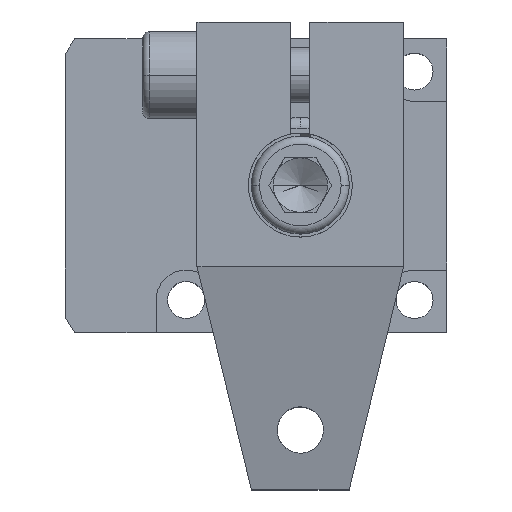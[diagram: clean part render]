
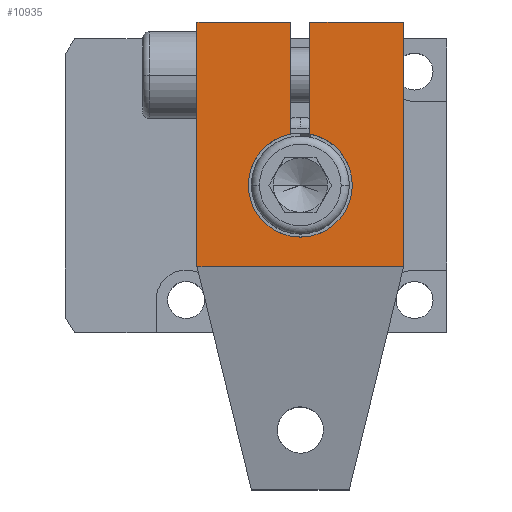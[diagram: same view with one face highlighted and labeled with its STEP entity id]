
A CAD part, top view. The second image highlights one B-rep face of the part: STEP entity #10935.
In plain terms, the highlighted planar face has unit normal (0, 0, 1).
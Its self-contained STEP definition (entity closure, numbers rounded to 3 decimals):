
#199 = AXIS2_PLACEMENT_3D ( 'NONE', #9713, #9715, #9717 ) ;
#208 = AXIS2_PLACEMENT_3D ( 'NONE', #9906, #9908, #9909 ) ;
#3534 = FACE_OUTER_BOUND ( 'NONE', #7591, .T. ) ;
#3933 = LINE ( 'NONE', #9695, #3944 ) ;
#3942 = LINE ( 'NONE', #9711, #3949 ) ;
#3943 = LINE ( 'NONE', #9703, #3946 ) ;
#3944 = VECTOR ( 'NONE', #9682, 1000. ) ;
#3945 = CIRCLE ( 'NONE', #199, 6.75 ) ;
#3946 = VECTOR ( 'NONE', #9705, 1000. ) ;
#3949 = VECTOR ( 'NONE', #9693, 1000. ) ;
#3950 = LINE ( 'NONE', #9710, #3955 ) ;
#3955 = VECTOR ( 'NONE', #9728, 1000. ) ;
#3963 = LINE ( 'NONE', #9756, #3966 ) ;
#3966 = VECTOR ( 'NONE', #9758, 1000. ) ;
#3974 = LINE ( 'NONE', #9771, #3983 ) ;
#3976 = LINE ( 'NONE', #9788, #3979 ) ;
#3979 = VECTOR ( 'NONE', #9790, 1000. ) ;
#3983 = VECTOR ( 'NONE', #9797, 1000. ) ;
#4008 = CIRCLE ( 'NONE', #208, 6.75 ) ;
#4530 = ORIENTED_EDGE ( 'NONE', *, *, #12844, .T. ) ;
#4532 = ORIENTED_EDGE ( 'NONE', *, *, #12829, .T. ) ;
#4534 = ORIENTED_EDGE ( 'NONE', *, *, #12823, .F. ) ;
#4537 = ORIENTED_EDGE ( 'NONE', *, *, #12835, .T. ) ;
#4539 = ORIENTED_EDGE ( 'NONE', *, *, #12842, .T. ) ;
#4541 = ORIENTED_EDGE ( 'NONE', *, *, #12824, .F. ) ;
#4543 = ORIENTED_EDGE ( 'NONE', *, *, #12825, .T. ) ;
#4545 = ORIENTED_EDGE ( 'NONE', *, *, #12862, .T. ) ;
#4548 = ORIENTED_EDGE ( 'NONE', *, *, #12826, .F. ) ;
#5304 = AXIS2_PLACEMENT_3D ( 'NONE', #5573, #5578, #5579 ) ;
#5573 = CARTESIAN_POINT ( 'NONE',  ( 0., 0., 25. ) ) ;
#5576 = PLANE ( 'NONE',  #5304 ) ;
#5578 = DIRECTION ( 'NONE',  ( 0., 0., 1. ) ) ;
#5579 = DIRECTION ( 'NONE',  ( 1., 0., 0. ) ) ;
#6239 = CARTESIAN_POINT ( 'NONE',  ( -6.519, -1.75, 25. ) ) ;
#6249 = CARTESIAN_POINT ( 'NONE',  ( 15., -19., 25. ) ) ;
#6259 = CARTESIAN_POINT ( 'NONE',  ( -30., -19., 25. ) ) ;
#6261 = CARTESIAN_POINT ( 'NONE',  ( -30., 1.75, 25. ) ) ;
#6263 = CARTESIAN_POINT ( 'NONE',  ( -30., 19., 25. ) ) ;
#6264 = CARTESIAN_POINT ( 'NONE',  ( -30., -1.75, 25. ) ) ;
#6268 = CARTESIAN_POINT ( 'NONE',  ( 15., 19., 25. ) ) ;
#6289 = CARTESIAN_POINT ( 'NONE',  ( 6.75, 0., 25. ) ) ;
#6291 = CARTESIAN_POINT ( 'NONE',  ( -6.519, 1.75, 25. ) ) ;
#7591 = EDGE_LOOP ( 'NONE', ( #4548, #4545, #4543, #4541, #4539, #4537, #4534, #4532, #4530 ) ) ;
#9682 = DIRECTION ( 'NONE',  ( 0., -1., 0. ) ) ;
#9693 = DIRECTION ( 'NONE',  ( -1., 0., 0. ) ) ;
#9695 = CARTESIAN_POINT ( 'NONE',  ( 15., 0., 25. ) ) ;
#9703 = CARTESIAN_POINT ( 'NONE',  ( -31.302, -1.75, 25. ) ) ;
#9705 = DIRECTION ( 'NONE',  ( 1., 0., 0. ) ) ;
#9710 = CARTESIAN_POINT ( 'NONE',  ( -30., 19., 25. ) ) ;
#9711 = CARTESIAN_POINT ( 'NONE',  ( -31.302, 1.75, 25. ) ) ;
#9713 = CARTESIAN_POINT ( 'NONE',  ( 0., 0., 25. ) ) ;
#9715 = DIRECTION ( 'NONE',  ( 0., 0., -1. ) ) ;
#9717 = DIRECTION ( 'NONE',  ( 1., 0., 0. ) ) ;
#9728 = DIRECTION ( 'NONE',  ( -1., 0., 0. ) ) ;
#9756 = CARTESIAN_POINT ( 'NONE',  ( -30., -19., 25. ) ) ;
#9758 = DIRECTION ( 'NONE',  ( 1., 0., 0. ) ) ;
#9771 = CARTESIAN_POINT ( 'NONE',  ( -30., 19., 25. ) ) ;
#9788 = CARTESIAN_POINT ( 'NONE',  ( -30., 19., 25. ) ) ;
#9790 = DIRECTION ( 'NONE',  ( 0., -1., 0. ) ) ;
#9797 = DIRECTION ( 'NONE',  ( 0., -1., 0. ) ) ;
#9906 = CARTESIAN_POINT ( 'NONE',  ( 0., 0., 25. ) ) ;
#9908 = DIRECTION ( 'NONE',  ( 0., 0., -1. ) ) ;
#9909 = DIRECTION ( 'NONE',  ( 1., 0., 0. ) ) ;
#10935 = ADVANCED_FACE ( 'NONE', ( #3534 ), #5576, .T. ) ;
#11496 = VERTEX_POINT ( 'NONE', #6239 ) ;
#11502 = VERTEX_POINT ( 'NONE', #6249 ) ;
#11508 = VERTEX_POINT ( 'NONE', #6259 ) ;
#11509 = VERTEX_POINT ( 'NONE', #6261 ) ;
#11510 = VERTEX_POINT ( 'NONE', #6263 ) ;
#11511 = VERTEX_POINT ( 'NONE', #6264 ) ;
#11513 = VERTEX_POINT ( 'NONE', #6268 ) ;
#11525 = VERTEX_POINT ( 'NONE', #6289 ) ;
#11526 = VERTEX_POINT ( 'NONE', #6291 ) ;
#12823 = EDGE_CURVE ( 'NONE', #11513, #11502, #3933, .T. ) ;
#12824 = EDGE_CURVE ( 'NONE', #11511, #11496, #3943, .T. ) ;
#12825 = EDGE_CURVE ( 'NONE', #11525, #11496, #3945, .T. ) ;
#12826 = EDGE_CURVE ( 'NONE', #11526, #11509, #3942, .T. ) ;
#12829 = EDGE_CURVE ( 'NONE', #11513, #11510, #3950, .T. ) ;
#12835 = EDGE_CURVE ( 'NONE', #11508, #11502, #3963, .T. ) ;
#12842 = EDGE_CURVE ( 'NONE', #11511, #11508, #3976, .T. ) ;
#12844 = EDGE_CURVE ( 'NONE', #11510, #11509, #3974, .T. ) ;
#12862 = EDGE_CURVE ( 'NONE', #11526, #11525, #4008, .T. ) ;
